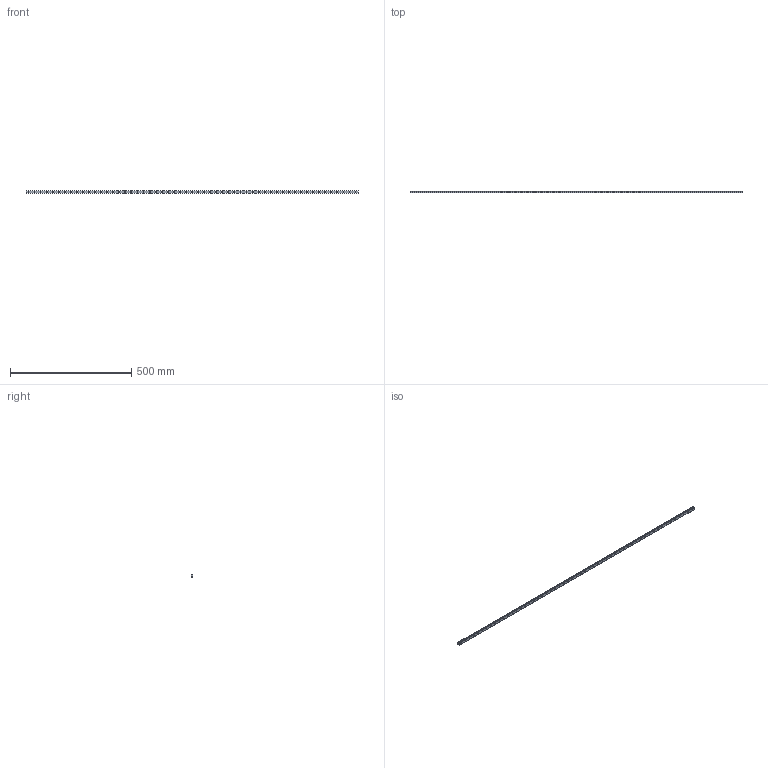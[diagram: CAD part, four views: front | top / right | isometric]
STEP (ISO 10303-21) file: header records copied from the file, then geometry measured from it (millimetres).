
FILE_DESCRIPTION (( 'STEP AP214' ), '1' );
FILE_NAME ('SRS12MSS-1370LM_G10_0_0_0_0_0_1.STEP', '2021-08-10T12:17:15', ( '' ), ( '' ), 'SwSTEP 2.0', 'SolidWorks 2021', '' );
FILE_SCHEMA (( 'AUTOMOTIVE_DESIGN' ));
Length unit declared in the file: millimetre
Products named in the file (2): _SRS12M137010 Track; SRS12MSS-1370LM_G10_0_0_0_0_0_1
Assembly tree (1 placements, depth 2):
  SRS12MSS-1370LM_G10_0_0_0_0_0_1
    _SRS12M137010 Track
Bounding box: 1370 x 7.5 x 12 mm (x, y, z)
Volume: 111158.9 mm3; surface area: 59131.9 mm2
Topology: 1 solids, 1 shells, 294 faces, 711 edges, 474 vertices
Faces by surface type: cylinder 227, plane 67
Entity records: 9135 total; most frequent: DIRECTION 1761, CARTESIAN_POINT 1483, ORIENTED_EDGE 1422, AXIS2_PLACEMENT_3D 752, EDGE_CURVE 711, VERTEX_POINT 474, EDGE_LOOP 459, CIRCLE 454
